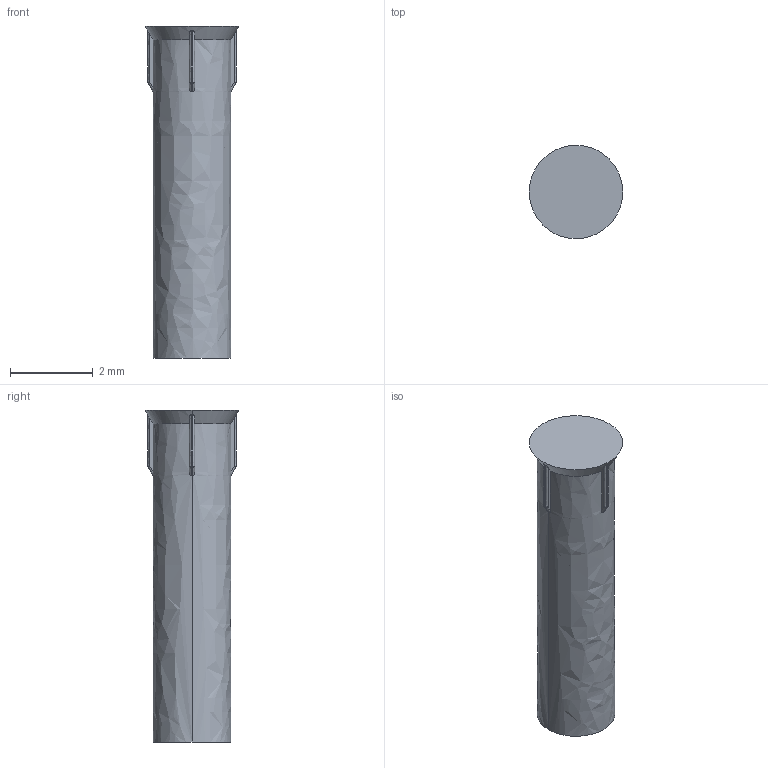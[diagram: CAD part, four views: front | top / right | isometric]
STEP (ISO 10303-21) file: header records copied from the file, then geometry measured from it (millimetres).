
FILE_DESCRIPTION (( 'STEP AP214' ), '1' );
FILE_NAME ('PLPC2-8MM.STEP', '2022-02-23T11:12:05', ( '' ), ( '' ), 'SwSTEP 2.0', 'SolidWorks 2021', '' );
FILE_SCHEMA (( 'AUTOMOTIVE_DESIGN' ));
Length unit declared in the file: inch
Products named in the file (1): PLPC2-8MM
Bounding box: 2.25 x 2.25 x 8 mm (x, y, z)
Volume: 22.3 mm3; surface area: 55.4 mm2
Topology: 1 solids, 1 shells, 50 faces, 128 edges, 80 vertices
Faces by surface type: bspline 50
Entity records: 1830 total; most frequent: CARTESIAN_POINT 1049, ORIENTED_EDGE 256, EDGE_CURVE 128, B_SPLINE_CURVE_WITH_KNOTS 102, VERTEX_POINT 80, EDGE_LOOP 50, FACE_OUTER_BOUND 50, ADVANCED_FACE 50
